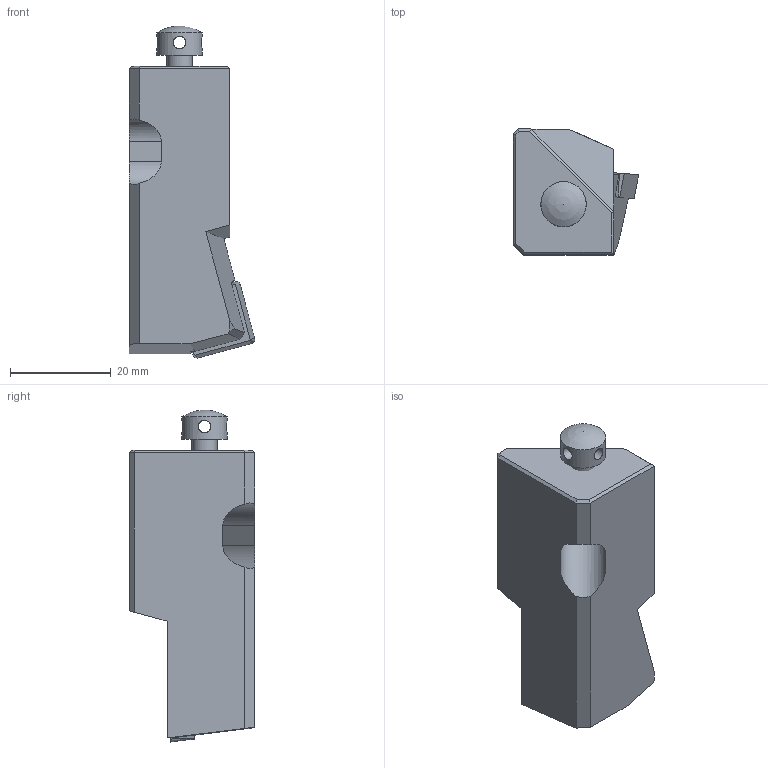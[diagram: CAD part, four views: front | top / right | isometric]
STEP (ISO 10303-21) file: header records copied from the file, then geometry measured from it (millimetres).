
FILE_DESCRIPTION(/* description */ (''),/* implementation_level */ '2;1');
FILE_NAME(/* name */ 'SSKCL16CA-12.stp',/* time_stamp */ '2015-01-15T13:37:03+05:00',/* author */ (''),/* organization */ (''),/* preprocessor_version */ 'ST-DEVELOPER v15',/* originating_system */ 'SIEMENS PLM Software NX 8.5',/* authorisation */ '');
FILE_SCHEMA (('AUTOMOTIVE_DESIGN { 1 0 10303 214 3 1 1 1 }'));
Length unit declared in the file: millimetre
Products named in the file (1): inpu24C8542976mr
Bounding box: 24.96 x 25 x 66.05 mm (x, y, z)
Volume: 18472.1 mm3; surface area: 6699 mm2
Topology: 3 solids, 3 shells, 58 faces, 152 edges, 96 vertices
Faces by surface type: plane 41, cylinder 10, cone 6, sphere 1
Full cylindrical faces by diameter (mm): 2.3 x1, 2.5 x4, 4.2 x1, 5 x1, 9 x1
Entity records: 2064 total; most frequent: CARTESIAN_POINT 636, DIRECTION 275, ORIENTED_EDGE 272, EDGE_CURVE 136, LINE 103, VECTOR 103, VERTEX_POINT 93, AXIS2_PLACEMENT_3D 86
